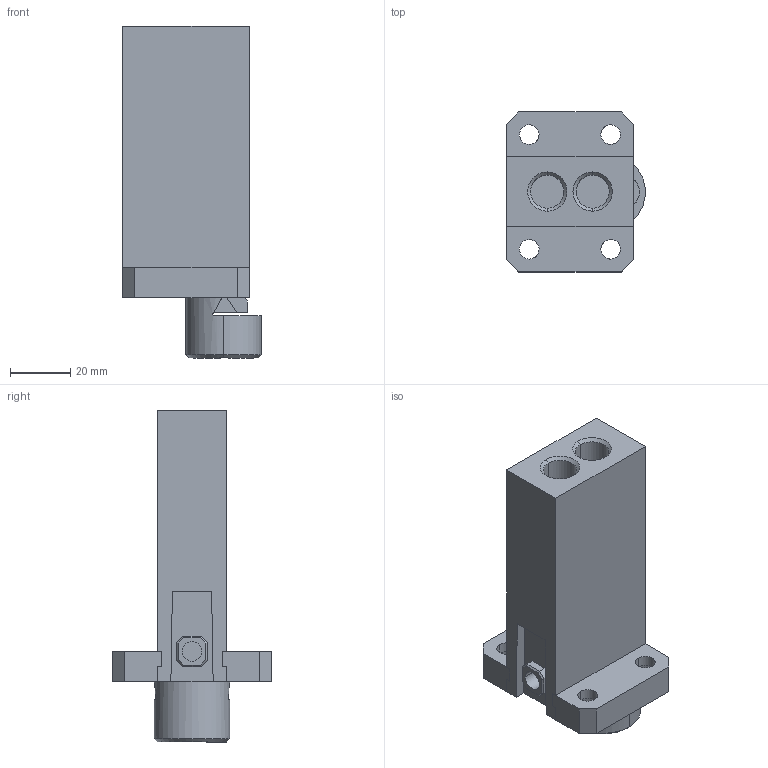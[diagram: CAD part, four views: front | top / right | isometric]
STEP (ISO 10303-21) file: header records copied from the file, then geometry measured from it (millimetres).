
FILE_DESCRIPTION(('CATIA V5 STEP Exchange'),'2;1');
FILE_NAME('SCS01_3D-01.stp','2025-09-15T01:38:05+00:00',('none'),('none'),'CATIA Version 5 Release 20 GA (IN-10)','CATIA V5 STEP AP214','none');
FILE_SCHEMA(('AUTOMOTIVE_DESIGN { 1 0 10303 214 1 1 1 1 }'));
Length unit declared in the file: millimetre
Products named in the file (1): SCS01_01
Bounding box: 46 x 53 x 110 mm (x, y, z)
Volume: 88277.8 mm3; surface area: 28841.9 mm2
Topology: 4 solids, 4 shells, 123 faces, 292 edges, 190 vertices
Faces by surface type: plane 83, cylinder 34, cone 6
Entity records: 3935 total; most frequent: CARTESIAN_POINT 1094, ORIENTED_EDGE 584, DIRECTION 506, EDGE_CURVE 292, VECTOR 214, LINE 214, VERTEX_POINT 190, AXIS2_PLACEMENT_3D 172
